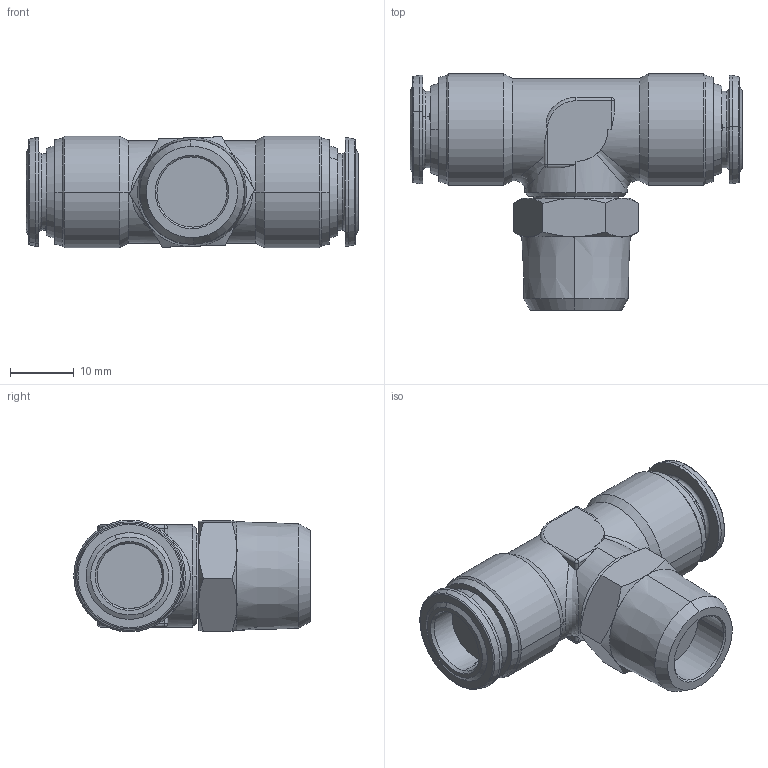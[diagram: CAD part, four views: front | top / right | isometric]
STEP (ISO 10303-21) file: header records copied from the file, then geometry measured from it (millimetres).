
FILE_DESCRIPTION (( 'STEP AP214' ), '1' );
FILE_NAME ('6021000008.step', '2012-10-16T16:34:03', ( '' ), ( '' ), 'SwSTEP 2.0', 'SolidWorks 2012', '' );
FILE_SCHEMA (( 'AUTOMOTIVE_DESIGN' ));
Length unit declared in the file: millimetre
Products named in the file (1): 6021000008
Bounding box: 52 x 37.05 x 17.5 mm (x, y, z)
Volume: 14416.8 mm3; surface area: 5534.9 mm2
Topology: 1 solids, 1 shells, 185 faces, 427 edges, 250 vertices
Faces by surface type: plane 61, cone 56, cylinder 46, torus 16, sphere 4, bspline 2
Entity records: 7592 total; most frequent: CARTESIAN_POINT 1363, DIRECTION 917, ORIENTED_EDGE 846, EDGE_CURVE 423, AXIS2_PLACEMENT_3D 380, VERTEX_POINT 250, EDGE_LOOP 203, CIRCLE 196
